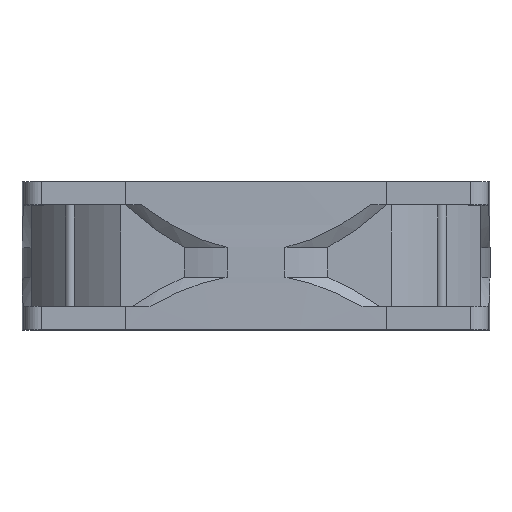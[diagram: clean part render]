
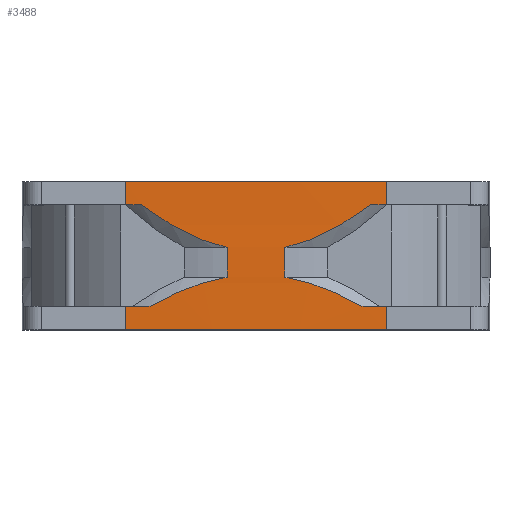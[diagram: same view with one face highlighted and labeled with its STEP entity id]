
A CAD part, top view. The second image highlights one B-rep face of the part: STEP entity #3488.
In plain terms, the highlighted cylindrical face has radius 1222.81 mm (diameter 2445.63 mm), a partial arc.
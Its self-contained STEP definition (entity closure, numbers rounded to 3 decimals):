
#250=CARTESIAN_POINT('',(0.,-4.,-1182.61));
#251=DIRECTION('',(0.,1.,0.));
#252=DIRECTION('',(0.016,0.,1.));
#253=AXIS2_PLACEMENT_3D('',#250,#251,#252);
#298=CARTESIAN_POINT('',(0.,-4.,-1182.61));
#299=DIRECTION('',(0.,1.,0.));
#300=DIRECTION('',(-0.018,0.,1.));
#301=AXIS2_PLACEMENT_3D('',#298,#299,#300);
#615=CARTESIAN_POINT('',(0.,-21.4,-1182.61));
#616=DIRECTION('',(0.,1.,0.));
#617=DIRECTION('',(0.015,0.,1.));
#618=AXIS2_PLACEMENT_3D('',#615,#616,#617);
#653=CARTESIAN_POINT('',(0.,-21.4,-1182.61));
#654=DIRECTION('',(0.,1.,0.));
#655=DIRECTION('',(-0.018,0.,1.));
#656=AXIS2_PLACEMENT_3D('',#653,#654,#655);
#850=CARTESIAN_POINT('',(4.962,-16.4,40.195));
#851=CARTESIAN_POINT('',(6.267,-16.621,40.19));
#852=CARTESIAN_POINT('',(8.991,-17.254,40.174));
#853=CARTESIAN_POINT('',(13.407,-18.885,40.134));
#854=CARTESIAN_POINT('',(16.556,-20.474,40.094));
#855=CARTESIAN_POINT('',(18.177,-21.4,40.07));
#874=CARTESIAN_POINT('',(-18.177,-21.4,40.07));
#875=CARTESIAN_POINT('',(-16.556,-20.475,40.094));
#876=CARTESIAN_POINT('',(-13.408,-18.886,40.134));
#877=CARTESIAN_POINT('',(-8.991,-17.254,40.174));
#878=CARTESIAN_POINT('',(-6.267,-16.621,40.19));
#879=CARTESIAN_POINT('',(-4.962,-16.4,40.195));
#1075=CARTESIAN_POINT('',(4.962,-11.3,40.195));
#1076=CARTESIAN_POINT('',(6.034,-11.074,40.191));
#1077=CARTESIAN_POINT('',(8.262,-10.459,40.179));
#1078=CARTESIAN_POINT('',(11.845,-8.967,40.149));
#1079=CARTESIAN_POINT('',(15.634,-6.857,40.107));
#1080=CARTESIAN_POINT('',(18.279,-5.025,40.069));
#1081=CARTESIAN_POINT('',(19.631,-4.,40.047));
#1100=CARTESIAN_POINT('',(-19.631,-4.,40.047));
#1101=CARTESIAN_POINT('',(-18.28,-5.024,
40.069));
#1102=CARTESIAN_POINT('',(-15.636,-6.856,
40.107));
#1103=CARTESIAN_POINT('',(-11.848,-8.966,
40.149));
#1104=CARTESIAN_POINT('',(-8.263,-10.459,
40.179));
#1105=CARTESIAN_POINT('',(-6.034,-11.074,
40.191));
#1106=CARTESIAN_POINT('',(-4.962,-11.3,40.195));
#1211=DIRECTION('',(0.,1.,0.));
#1212=VECTOR('',#1211,5.1);
#1213=CARTESIAN_POINT('',(-4.962,-16.4,40.195));
#1214=LINE('',#1213,#1212);
#1215=DIRECTION('',(0.,1.,0.));
#1216=VECTOR('',#1215,4.);
#1217=CARTESIAN_POINT('',(-22.39,-4.,40.));
#1218=LINE('',#1217,#1216);
#1219=CARTESIAN_POINT('',(0.,0.,-1182.61));
#1220=DIRECTION('',(0.,1.,0.));
#1221=DIRECTION('',(-0.018,0.,1.));
#1222=AXIS2_PLACEMENT_3D('',#1219,#1220,#1221);
#1224=DIRECTION('',(0.,1.,0.));
#1225=VECTOR('',#1224,5.1);
#1226=CARTESIAN_POINT('',(4.962,-16.4,40.195));
#1227=LINE('',#1226,#1225);
#1228=CARTESIAN_POINT('',(0.,-25.4,-1182.61));
#1229=DIRECTION('',(0.,-1.,0.));
#1230=DIRECTION('',(0.018,0.,1.));
#1231=AXIS2_PLACEMENT_3D('',#1228,#1229,#1230);
#1233=DIRECTION('',(0.,1.,0.));
#1234=VECTOR('',#1233,4.);
#1235=CARTESIAN_POINT('',(-22.39,-25.4,40.));
#1236=LINE('',#1235,#1234);
#1563=DIRECTION('',(0.,1.,0.));
#1564=VECTOR('',#1563,4.);
#1565=CARTESIAN_POINT('',(22.39,-25.4,40.));
#1566=LINE('',#1565,#1564);
#1571=DIRECTION('',(0.,1.,0.));
#1572=VECTOR('',#1571,4.);
#1573=CARTESIAN_POINT('',(22.39,-4.,40.));
#1574=LINE('',#1573,#1572);
#1699=CARTESIAN_POINT('',(-22.39,0.,40.));
#1700=VERTEX_POINT('',#1699);
#1701=CARTESIAN_POINT('',(-22.39,-25.4,40.));
#1702=VERTEX_POINT('',#1701);
#1703=CARTESIAN_POINT('',(22.39,0.,40.));
#1704=VERTEX_POINT('',#1703);
#1705=CARTESIAN_POINT('',(22.39,-25.4,40.));
#1706=VERTEX_POINT('',#1705);
#1744=CARTESIAN_POINT('',(-22.39,-21.4,40.));
#1746=VERTEX_POINT('',#1744);
#1748=CARTESIAN_POINT('',(-22.39,-4.,40.));
#1750=VERTEX_POINT('',#1748);
#1751=CARTESIAN_POINT('',(-4.962,-16.4,40.195));
#1752=CARTESIAN_POINT('',(-4.962,-11.3,40.195));
#1753=VERTEX_POINT('',#1751);
#1754=VERTEX_POINT('',#1752);
#1755=CARTESIAN_POINT('',(4.962,-16.4,40.195));
#1756=CARTESIAN_POINT('',(4.962,-11.3,40.195));
#1757=VERTEX_POINT('',#1755);
#1758=VERTEX_POINT('',#1756);
#1759=VERTEX_POINT('',#874);
#1760=VERTEX_POINT('',#855);
#1761=CARTESIAN_POINT('',(22.39,-21.4,40.));
#1762=VERTEX_POINT('',#1761);
#1763=CARTESIAN_POINT('',(-19.631,-4.,40.047));
#1764=VERTEX_POINT('',#1763);
#1765=CARTESIAN_POINT('',(19.631,-4.,40.047));
#1766=CARTESIAN_POINT('',(22.39,-4.,40.));
#1767=VERTEX_POINT('',#1765);
#1768=VERTEX_POINT('',#1766);
#3461=CARTESIAN_POINT('',(0.,0.,-1182.61));
#3462=DIRECTION('',(0.,1.,0.));
#3463=DIRECTION('',(1.,0.,0.));
#3464=AXIS2_PLACEMENT_3D('',#3461,#3462,#3463);
#3465=CYLINDRICAL_SURFACE('',#3464,1222.815);
#3466=ORIENTED_EDGE('',*,*,#3297,.T.);
#3467=ORIENTED_EDGE('',*,*,#3403,.F.);
#3468=ORIENTED_EDGE('',*,*,#2376,.F.);
#3470=ORIENTED_EDGE('',*,*,#3469,.T.);
#3471=ORIENTED_EDGE('',*,*,#2130,.T.);
#3473=ORIENTED_EDGE('',*,*,#3472,.F.);
#3474=ORIENTED_EDGE('',*,*,#2330,.F.);
#3475=ORIENTED_EDGE('',*,*,#3390,.F.);
#3476=ORIENTED_EDGE('',*,*,#3282,.F.);
#3477=ORIENTED_EDGE('',*,*,#3140,.T.);
#3478=ORIENTED_EDGE('',*,*,#2696,.T.);
#3480=ORIENTED_EDGE('',*,*,#3479,.F.);
#3481=ORIENTED_EDGE('',*,*,#2522,.T.);
#3483=ORIENTED_EDGE('',*,*,#3482,.T.);
#3484=ORIENTED_EDGE('',*,*,#2726,.T.);
#3485=ORIENTED_EDGE('',*,*,#3155,.T.);
#3486=EDGE_LOOP('',(#3466,#3467,#3468,#3470,#3471,#3473,#3474,#3475,#3476,#3477,
#3478,#3480,#3481,#3483,#3484,#3485));
#3487=FACE_OUTER_BOUND('',#3486,.F.);
#3488=ADVANCED_FACE('',(#3487),#3465,.T.);
#254=CIRCLE('',#253,1222.815);
#302=CIRCLE('',#301,1222.815);
#619=CIRCLE('',#618,1222.815);
#657=CIRCLE('',#656,1222.815);
#856=B_SPLINE_CURVE_WITH_KNOTS('',3,(#850,#851,#852,#853,#854,#855),
.UNSPECIFIED.,.F.,.F.,(4,1,1,4),(0.,0.333,0.667,1.),
.UNSPECIFIED.);
#880=B_SPLINE_CURVE_WITH_KNOTS('',3,(#874,#875,#876,#877,#878,#879),
.UNSPECIFIED.,.F.,.F.,(4,1,1,4),(0.,0.333,0.667,1.),
.UNSPECIFIED.);
#1082=B_SPLINE_CURVE_WITH_KNOTS('',3,(#1075,#1076,#1077,#1078,#1079,#1080,
#1081),.UNSPECIFIED.,.F.,.F.,(4,1,1,1,4),(0.,0.25,0.5,0.75,1.),
.UNSPECIFIED.);
#1107=B_SPLINE_CURVE_WITH_KNOTS('',3,(#1100,#1101,#1102,#1103,#1104,#1105,
#1106),.UNSPECIFIED.,.F.,.F.,(4,1,1,1,4),(0.,0.25,0.5,0.75,1.),
.UNSPECIFIED.);
#1223=CIRCLE('',#1222,1222.815);
#1232=CIRCLE('',#1231,1222.815);
#2130=EDGE_CURVE('',#1700,#1704,#1223,.T.);
#2330=EDGE_CURVE('',#1767,#1768,#254,.T.);
#2376=EDGE_CURVE('',#1750,#1764,#302,.T.);
#2522=EDGE_CURVE('',#1706,#1702,#1232,.T.);
#2696=EDGE_CURVE('',#1760,#1762,#619,.T.);
#2726=EDGE_CURVE('',#1746,#1759,#657,.T.);
#3140=EDGE_CURVE('',#1757,#1760,#856,.T.);
#3155=EDGE_CURVE('',#1759,#1753,#880,.T.);
#3282=EDGE_CURVE('',#1757,#1758,#1227,.T.);
#3297=EDGE_CURVE('',#1753,#1754,#1214,.T.);
#3390=EDGE_CURVE('',#1758,#1767,#1082,.T.);
#3403=EDGE_CURVE('',#1764,#1754,#1107,.T.);
#3469=EDGE_CURVE('',#1750,#1700,#1218,.T.);
#3472=EDGE_CURVE('',#1768,#1704,#1574,.T.);
#3479=EDGE_CURVE('',#1706,#1762,#1566,.T.);
#3482=EDGE_CURVE('',#1702,#1746,#1236,.T.);
